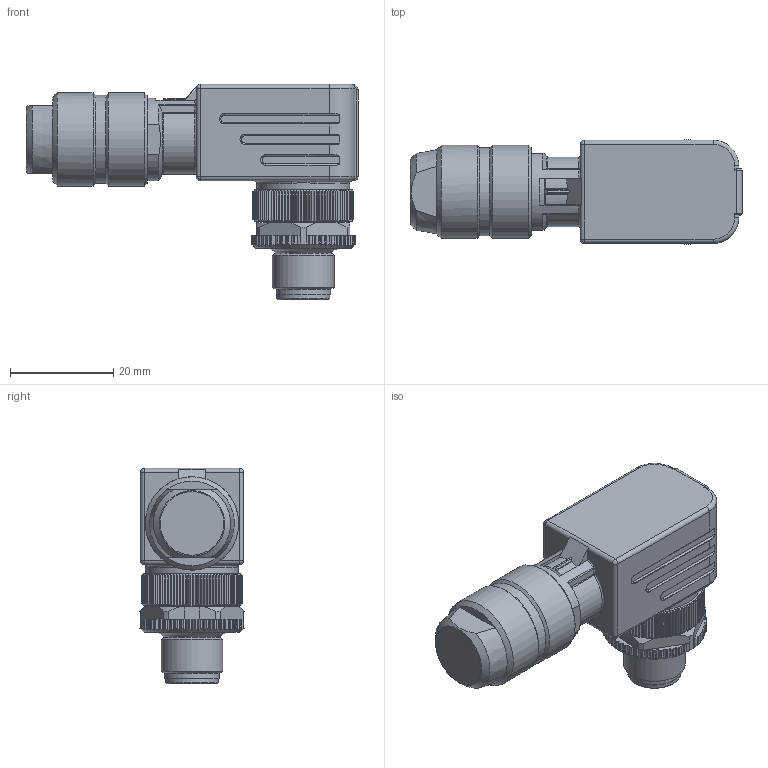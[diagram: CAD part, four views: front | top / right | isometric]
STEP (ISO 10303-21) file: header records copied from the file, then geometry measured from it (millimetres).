
FILE_DESCRIPTION(/* description */ (''),/* implementation_level */ '2;1');
FILE_NAME(/* name */ '99 1439 820 05 001_00.stp',/* time_stamp */ '2014-05-13T15:08:36+02:00',/* author */ (''),/* organization */ (''),/* preprocessor_version */ 'ST-DEVELOPER v14',/* originating_system */ 'SIEMENS PLM Software NX 8.0',/* authorisation */ '');
FILE_SCHEMA (('AP203_CONFIGURATION_CONTROLLED_3D_DESIGN_OF_MECHANICAL_PARTS_AND_ASSEMBLIES_MIM_LF { 1 0 10303 403 2 1 2}'));
Length unit declared in the file: millimetre
Products named in the file (1): cerl1628B151ifb7
Bounding box: 64.4 x 20.2 x 41.8 mm (x, y, z)
Volume: 22714.6 mm3; surface area: 6957.1 mm2
Topology: 1 solids, 1 shells, 940 faces, 2323 edges, 1389 vertices
Faces by surface type: plane 404, cylinder 281, cone 218, torus 24, sphere 11, bspline 2
Full cylindrical faces by diameter (mm): 1 x5, 1.85 x1, 10.3 x1, 10.6 x1, 12 x1, 15 x1, 17.1 x1, 18 x1, 18.1 x2
Entity records: 29414 total; most frequent: CARTESIAN_POINT 8258, ORIENTED_EDGE 4538, DIRECTION 4221, EDGE_CURVE 2269, AXIS2_PLACEMENT_3D 1667, VERTEX_POINT 1371, EDGE_LOOP 980, ADVANCED_FACE 940
